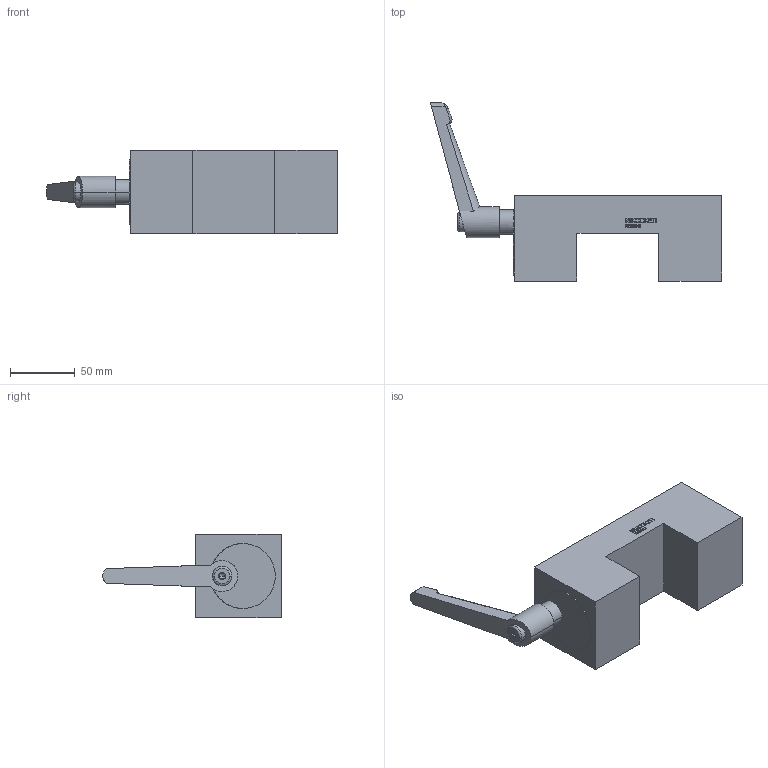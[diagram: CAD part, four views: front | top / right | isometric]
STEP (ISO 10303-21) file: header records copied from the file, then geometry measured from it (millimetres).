
FILE_DESCRIPTION((''),'2;1');
FILE_NAME('NK6501A','2023-07-12T12:01:47',('lx'),(''),'CREO PARAMETRIC BY PTC INC, 2018100','CREO PARAMETRIC BY PTC INC, 2018100','');
FILE_SCHEMA(('CONFIG_CONTROL_DESIGN'));
Length unit declared in the file: millimetre
Products named in the file (1): NK6501A
Bounding box: 224.5 x 137.5 x 64 mm (x, y, z)
Volume: 523218.9 mm3; surface area: 74653.5 mm2
Topology: 1 solids, 4 shells, 433 faces, 1188 edges, 789 vertices
Faces by surface type: plane 378, cylinder 41, cone 10, torus 4
Entity records: 13736 total; most frequent: CARTESIAN_POINT 2728, ORIENTED_EDGE 2366, DIRECTION 2068, EDGE_CURVE 1184, VECTOR 1066, LINE 1066, VERTEX_POINT 789, AXIS2_PLACEMENT_3D 501
